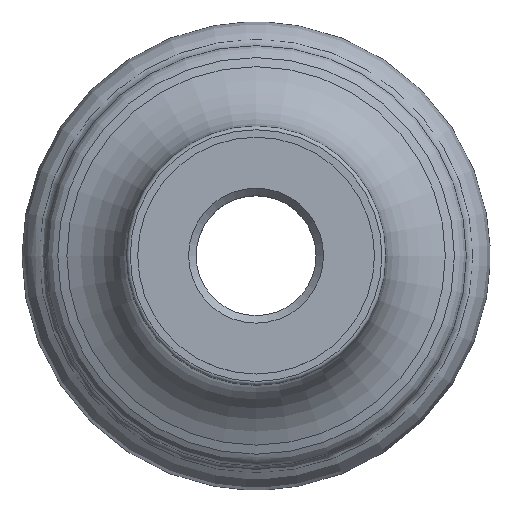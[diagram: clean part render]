
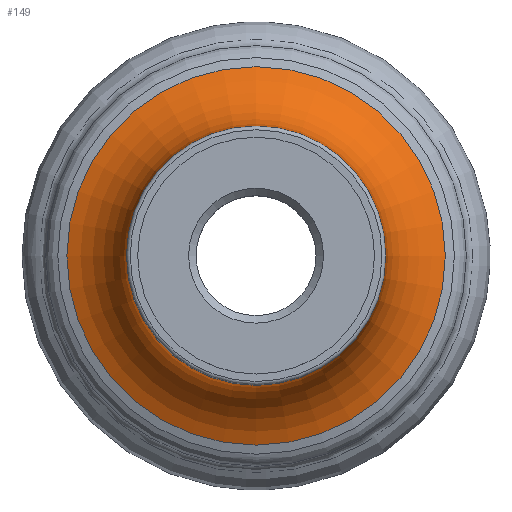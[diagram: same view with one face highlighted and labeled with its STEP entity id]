
A CAD part, top view. The second image highlights one B-rep face of the part: STEP entity #149.
In plain terms, the highlighted toroidal (fillet/blend) face has major radius 58.773 mm and minor radius 24.173 mm.
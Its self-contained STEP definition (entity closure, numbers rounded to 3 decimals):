
#124=TOROIDAL_SURFACE('',#597,58.773,24.173);
#149=ADVANCED_FACE('',(#211,#212),#124,.F.);
#211=FACE_BOUND('',#270,.T.);
#212=FACE_BOUND('',#271,.T.);
#270=EDGE_LOOP('',(#328));
#271=EDGE_LOOP('',(#329));
#328=ORIENTED_EDGE('',*,*,#394,.T.);
#329=ORIENTED_EDGE('',*,*,#371,.F.);
#341=VERTEX_POINT('',#782);
#364=VERTEX_POINT('',#851);
#371=EDGE_CURVE('',#341,#341,#400,.T.);
#394=EDGE_CURVE('',#364,#364,#423,.T.);
#400=CIRCLE('',#550,50.506);
#423=CIRCLE('',#596,34.6);
#550=AXIS2_PLACEMENT_3D('',#781,#634,#635);
#596=AXIS2_PLACEMENT_3D('',#850,#726,#727);
#597=AXIS2_PLACEMENT_3D('',#852,#728,#729);
#634=DIRECTION('',(0.,0.,-1.));
#635=DIRECTION('',(0.,-1.,0.));
#726=DIRECTION('',(0.,0.,-1.));
#727=DIRECTION('',(0.,-1.,0.));
#728=DIRECTION('',(0.,0.,-1.));
#729=DIRECTION('',(0.,1.,0.));
#781=CARTESIAN_POINT('',(0.,0.,-37.565));
#782=CARTESIAN_POINT('',(0.,-50.506,-37.565));
#850=CARTESIAN_POINT('',(0.,0.,-14.849));
#851=CARTESIAN_POINT('',(0.,-34.6,-14.849));
#852=CARTESIAN_POINT('',(0.,0.,-14.849));
